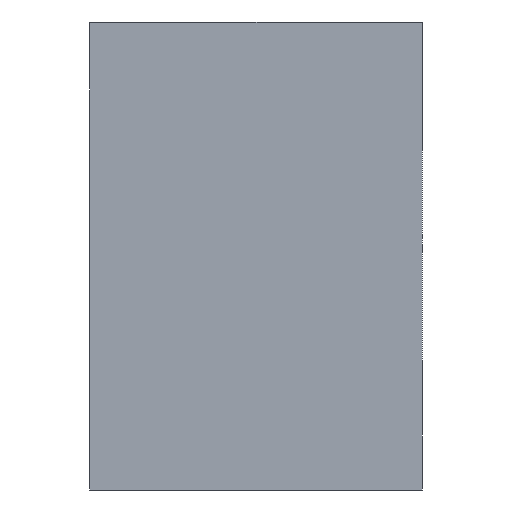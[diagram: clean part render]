
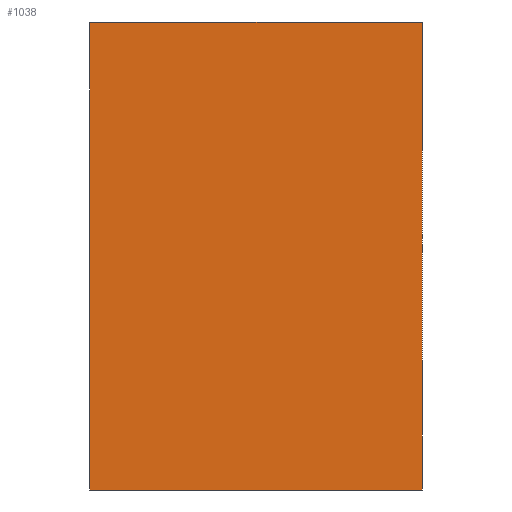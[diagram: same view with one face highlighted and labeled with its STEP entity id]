
A CAD part, left-side view. The second image highlights one B-rep face of the part: STEP entity #1038.
In plain terms, the highlighted planar face has unit normal (-1, 0, 0).
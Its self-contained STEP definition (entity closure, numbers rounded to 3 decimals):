
#4 = CARTESIAN_POINT ( 'NONE',  ( -20.75, 0., 0. ) ) ;
#26 = ORIENTED_EDGE ( 'NONE', *, *, #239, .F. ) ;
#77 = CARTESIAN_POINT ( 'NONE',  ( -20.75, 0., -14. ) ) ;
#86 = DIRECTION ( 'NONE',  ( 0., 0., -1. ) ) ;
#144 = ORIENTED_EDGE ( 'NONE', *, *, #307, .F. ) ;
#151 = FACE_OUTER_BOUND ( 'NONE', #877, .T. ) ;
#199 = DIRECTION ( 'NONE',  ( 0., 0., -1. ) ) ;
#216 = CARTESIAN_POINT ( 'NONE',  ( -20.75, 19.9, 0. ) ) ;
#219 = ORIENTED_EDGE ( 'NONE', *, *, #729, .T. ) ;
#222 = VECTOR ( 'NONE', #926, 1000. ) ;
#234 = VERTEX_POINT ( 'NONE', #1018 ) ;
#239 = EDGE_CURVE ( 'NONE', #705, #736, #862, .T. ) ;
#274 = VECTOR ( 'NONE', #86, 1000. ) ;
#300 = LINE ( 'NONE', #330, #222 ) ;
#307 = EDGE_CURVE ( 'NONE', #736, #672, #632, .T. ) ;
#330 = CARTESIAN_POINT ( 'NONE',  ( -20.75, 19.9, -14. ) ) ;
#341 = CARTESIAN_POINT ( 'NONE',  ( -20.75, 19.9, 14. ) ) ;
#398 = CARTESIAN_POINT ( 'NONE',  ( -20.75, 19.9, 14. ) ) ;
#454 = DIRECTION ( 'NONE',  ( 0., 0., 1. ) ) ;
#509 = CARTESIAN_POINT ( 'NONE',  ( -20.75, 0., 14. ) ) ;
#543 = PLANE ( 'NONE',  #568 ) ;
#555 = EDGE_CURVE ( 'NONE', #705, #234, #819, .T. ) ;
#568 = AXIS2_PLACEMENT_3D ( 'NONE', #216, #967, #454 ) ;
#632 = LINE ( 'NONE', #4, #274 ) ;
#633 = VECTOR ( 'NONE', #199, 1000. ) ;
#643 = VECTOR ( 'NONE', #1021, 1000. ) ;
#672 = VERTEX_POINT ( 'NONE', #77 ) ;
#705 = VERTEX_POINT ( 'NONE', #398 ) ;
#729 = EDGE_CURVE ( 'NONE', #234, #672, #300, .T. ) ;
#730 = ORIENTED_EDGE ( 'NONE', *, *, #555, .T. ) ;
#736 = VERTEX_POINT ( 'NONE', #509 ) ;
#819 = LINE ( 'NONE', #1037, #633 ) ;
#862 = LINE ( 'NONE', #341, #643 ) ;
#877 = EDGE_LOOP ( 'NONE', ( #144, #26, #730, #219 ) ) ;
#926 = DIRECTION ( 'NONE',  ( 0., -1., 0. ) ) ;
#967 = DIRECTION ( 'NONE',  ( 1., 0., 0. ) ) ;
#1018 = CARTESIAN_POINT ( 'NONE',  ( -20.75, 19.9, -14. ) ) ;
#1021 = DIRECTION ( 'NONE',  ( 0., -1., 0. ) ) ;
#1037 = CARTESIAN_POINT ( 'NONE',  ( -20.75, 19.9, 0. ) ) ;
#1038 = ADVANCED_FACE ( 'NONE', ( #151 ), #543, .F. ) ;
